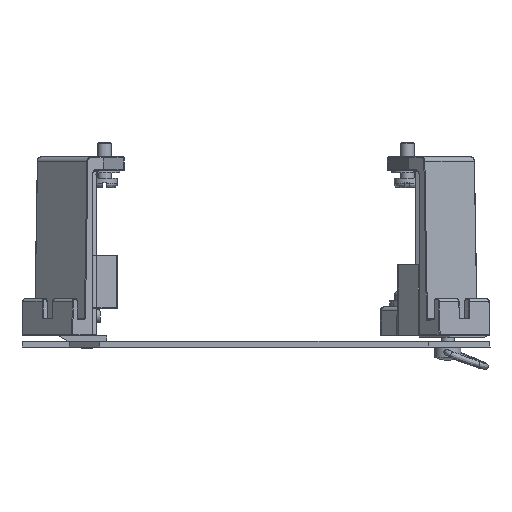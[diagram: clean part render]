
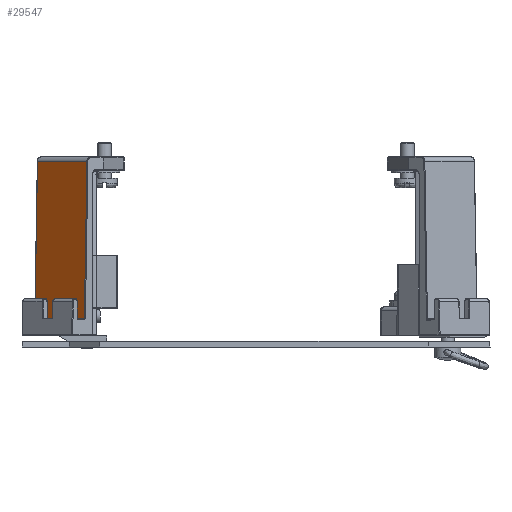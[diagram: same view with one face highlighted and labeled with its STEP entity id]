
A CAD part, front view. The second image highlights one B-rep face of the part: STEP entity #29547.
In plain terms, the highlighted planar face has unit normal (-0.707, -0.707, 0.023).
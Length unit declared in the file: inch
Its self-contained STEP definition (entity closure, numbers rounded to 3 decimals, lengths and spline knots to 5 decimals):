
#1696 = CARTESIAN_POINT ( 'NONE',  ( -2.71569, -3.71569, -0.55861 ) ) ;
#2569 = DIRECTION ( 'NONE',  ( -0.707, 0.707, 0. ) ) ;
#3448 = EDGE_CURVE ( 'NONE', #45659, #35545, #22925, .T. ) ;
#4555 = VECTOR ( 'NONE', #56888, 39.37008 ) ;
#5670 = DIRECTION ( 'NONE',  ( 0.016, 0.016, 1. ) ) ;
#5716 = EDGE_CURVE ( 'NONE', #11572, #45659, #41745, .T. ) ;
#11572 = VERTEX_POINT ( 'NONE', #21195 ) ;
#11805 = ORIENTED_EDGE ( 'NONE', *, *, #5716, .T. ) ;
#11871 = CARTESIAN_POINT ( 'NONE',  ( -2.36824, -4.06121, -0.5 ) ) ;
#12080 = CARTESIAN_POINT ( 'NONE',  ( -2.75196, -3.75196, -2.768 ) ) ;
#14782 = VECTOR ( 'NONE', #22342, 39.37008 ) ;
#15593 = ORIENTED_EDGE ( 'NONE', *, *, #36710, .T. ) ;
#15786 = ORIENTED_EDGE ( 'NONE', *, *, #3448, .T. ) ;
#17276 = VERTEX_POINT ( 'NONE', #54119 ) ;
#18225 = CARTESIAN_POINT ( 'NONE',  ( -2.71473, -3.71473, -0.5 ) ) ;
#19768 = VECTOR ( 'NONE', #39006, 39.37008 ) ;
#20475 = ORIENTED_EDGE ( 'NONE', *, *, #30260, .T. ) ;
#21195 = CARTESIAN_POINT ( 'NONE',  ( -2.36921, -4.06217, -0.55861 ) ) ;
#22342 = DIRECTION ( 'NONE',  ( -0.016, -0.016, -1. ) ) ;
#22925 = LINE ( 'NONE', #49232, #14782 ) ;
#27610 = DIRECTION ( 'NONE',  ( -0.707, -0.707, 0.023 ) ) ;
#27865 = AXIS2_PLACEMENT_3D ( 'NONE', #18225, #27610, #5670 ) ;
#29547 = ADVANCED_FACE ( 'NONE', ( #45415 ), #41044, .T. ) ;
#30260 = EDGE_CURVE ( 'NONE', #17276, #11572, #43470, .T. ) ;
#35545 = VERTEX_POINT ( 'NONE', #48886 ) ;
#36710 = EDGE_CURVE ( 'NONE', #35545, #17276, #48924, .T. ) ;
#37274 = VECTOR ( 'NONE', #2569, 39.37008 ) ;
#37706 = CARTESIAN_POINT ( 'NONE',  ( -3.06217, -3.36921, -0.55861 ) ) ;
#38224 = EDGE_LOOP ( 'NONE', ( #11805, #15786, #15593, #20475 ) ) ;
#39006 = DIRECTION ( 'NONE',  ( 0.707, -0.707, 0. ) ) ;
#41044 = PLANE ( 'NONE',  #27865 ) ;
#41745 = LINE ( 'NONE', #1696, #37274 ) ;
#43470 = LINE ( 'NONE', #11871, #4555 ) ;
#45415 = FACE_OUTER_BOUND ( 'NONE', #38224, .T. ) ;
#45659 = VERTEX_POINT ( 'NONE', #37706 ) ;
#48886 = CARTESIAN_POINT ( 'NONE',  ( -3.09844, -3.40548, -2.768 ) ) ;
#48924 = LINE ( 'NONE', #12080, #19768 ) ;
#49232 = CARTESIAN_POINT ( 'NONE',  ( -3.06121, -3.36824, -0.5 ) ) ;
#54119 = CARTESIAN_POINT ( 'NONE',  ( -2.40548, -4.09844, -2.768 ) ) ;
#56888 = DIRECTION ( 'NONE',  ( 0.016, 0.016, 1. ) ) ;
